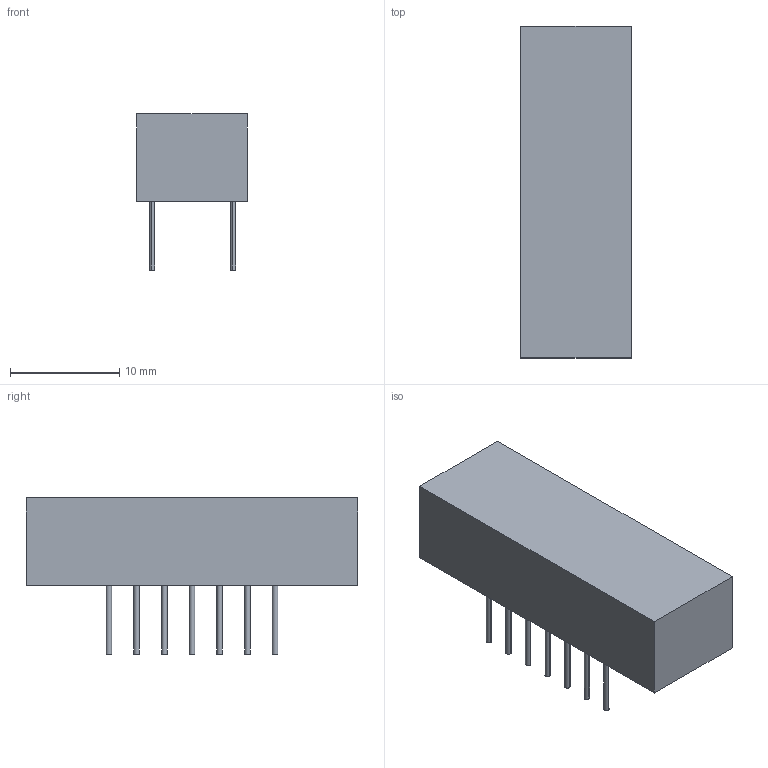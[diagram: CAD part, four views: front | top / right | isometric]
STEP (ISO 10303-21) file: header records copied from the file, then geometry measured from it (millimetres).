
FILE_DESCRIPTION(('FreeCAD Model'),'2;1');
FILE_NAME('parts/3DModels/SEGMENT_BICOL_BL-AR12Z3010/led_bar.step','2018-02-22T02:38:14',('kicad StepUp'),( 'ksu MCAD'),'Open CASCADE STEP processor 6.8','FreeCAD','Unknown');
FILE_SCHEMA(('AUTOMOTIVE_DESIGN_CC2 { 1 2 10303 214 -1 1 5 4 }'));
Length unit declared in the file: millimetre
Products named in the file (1): led_bar
Bounding box: 10.1 x 30.4 x 14.3 mm (x, y, z)
Volume: 2473.6 mm3; surface area: 1400.6 mm2
Topology: 1 solids, 1 shells, 48 faces, 96 edges, 64 vertices
Faces by surface type: cylinder 28, plane 20
Entity records: 1297 total; most frequent: DIRECTION 250, CARTESIAN_POINT 209, ORIENTED_EDGE 192, AXIS2_PLACEMENT_3D 105, EDGE_CURVE 96, VERTEX_POINT 64, FACE_BOUND 62, EDGE_LOOP 62
